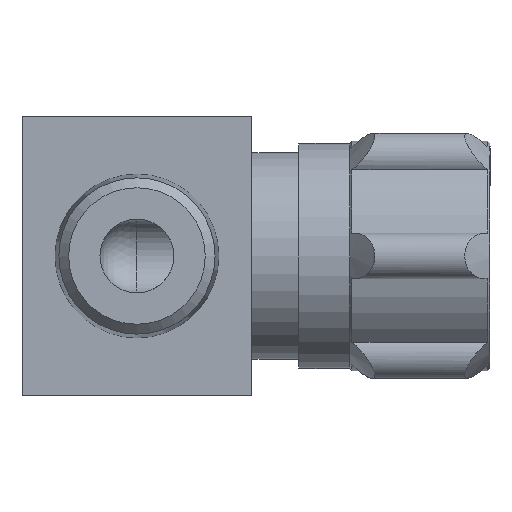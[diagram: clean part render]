
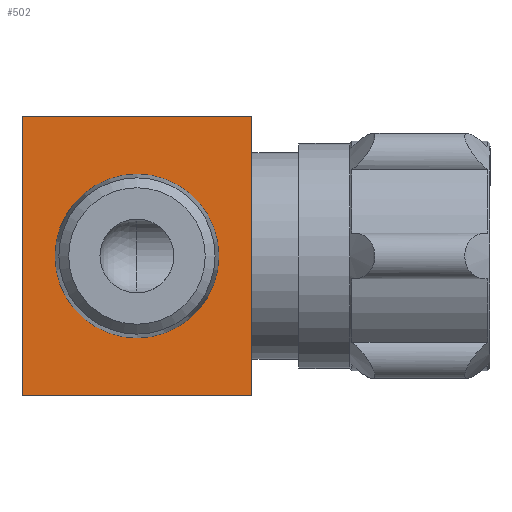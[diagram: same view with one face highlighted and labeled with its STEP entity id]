
A CAD part, front view. The second image highlights one B-rep face of the part: STEP entity #502.
In plain terms, the highlighted planar face has unit normal (0, -1, 0).
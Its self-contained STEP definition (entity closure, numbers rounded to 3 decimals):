
#81=CIRCLE('',#571,4.989);
#191=ORIENTED_EDGE('',*,*,#278,.F.);
#192=ORIENTED_EDGE('',*,*,#230,.T.);
#193=ORIENTED_EDGE('',*,*,#228,.F.);
#194=ORIENTED_EDGE('',*,*,#279,.F.);
#195=ORIENTED_EDGE('',*,*,#222,.T.);
#222=EDGE_CURVE('',#289,#288,#335,.T.);
#228=EDGE_CURVE('',#294,#290,#340,.T.);
#230=EDGE_CURVE('',#288,#290,#342,.T.);
#278=EDGE_CURVE('',#328,#328,#81,.F.);
#279=EDGE_CURVE('',#289,#294,#355,.T.);
#288=VERTEX_POINT('',#740);
#289=VERTEX_POINT('',#742);
#290=VERTEX_POINT('',#746);
#294=VERTEX_POINT('',#753);
#328=VERTEX_POINT('',#968);
#335=LINE('',#741,#358);
#340=LINE('',#754,#363);
#342=LINE('',#757,#365);
#355=LINE('',#969,#378);
#358=VECTOR('',#593,1000.);
#363=VECTOR('',#602,1000.);
#365=VECTOR('',#606,1000.);
#378=VECTOR('',#705,1000.);
#409=EDGE_LOOP('',(#191));
#410=EDGE_LOOP('',(#192,#193,#194,#195));
#455=FACE_BOUND('',#409,.T.);
#456=FACE_BOUND('',#410,.T.);
#476=PLANE('',#570);
#502=ADVANCED_FACE('',(#455,#456),#476,.F.);
#570=AXIS2_PLACEMENT_3D('',#966,#701,#702);
#571=AXIS2_PLACEMENT_3D('',#967,#703,#704);
#593=DIRECTION('',(-1.,0.,0.));
#602=DIRECTION('',(-1.,0.,0.));
#606=DIRECTION('',(0.,0.,-1.));
#701=DIRECTION('',(0.,1.,0.));
#702=DIRECTION('',(0.,0.,1.));
#703=DIRECTION('',(0.,1.,0.));
#704=DIRECTION('',(0.,0.,1.));
#705=DIRECTION('',(0.,0.,-1.));
#740=CARTESIAN_POINT('',(-7.,-7.,8.5));
#741=CARTESIAN_POINT('',(7.,-7.,8.5));
#742=CARTESIAN_POINT('',(7.,-7.,8.5));
#746=CARTESIAN_POINT('',(-7.,-7.,-8.5));
#753=CARTESIAN_POINT('',(7.,-7.,-8.5));
#754=CARTESIAN_POINT('',(7.,-7.,-8.5));
#757=CARTESIAN_POINT('',(-7.,-7.,8.5));
#966=CARTESIAN_POINT('',(7.,-7.,8.5));
#967=CARTESIAN_POINT('',(0.,-7.,0.));
#968=CARTESIAN_POINT('',(0.,-7.,4.989));
#969=CARTESIAN_POINT('',(7.,-7.,8.5));
